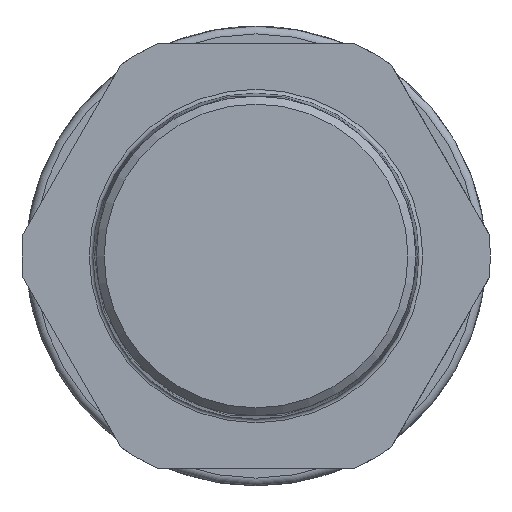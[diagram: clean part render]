
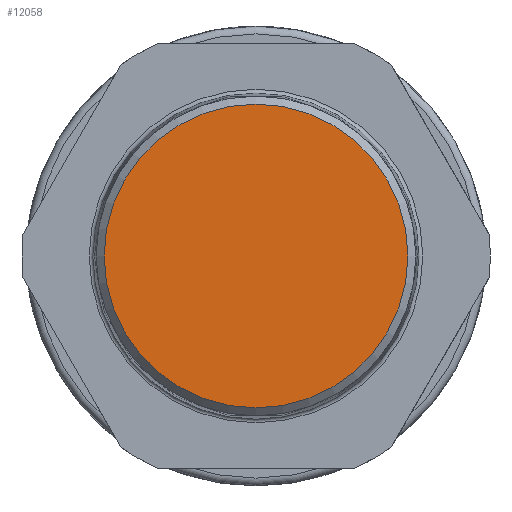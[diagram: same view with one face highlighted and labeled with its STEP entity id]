
A CAD part, left-side view. The second image highlights one B-rep face of the part: STEP entity #12058.
In plain terms, the highlighted planar face has unit normal (-1, 0, 0).
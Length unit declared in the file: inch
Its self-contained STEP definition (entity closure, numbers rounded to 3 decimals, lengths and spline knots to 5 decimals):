
#1575=PLANE('',#13137);
#1960=FACE_OUTER_BOUND('',#2616,.T.);
#2616=EDGE_LOOP('',(#9046));
#3338=CIRCLE('',#13138,0.77396);
#4730=VERTEX_POINT('',#21127);
#6265=EDGE_CURVE('',#4730,#4730,#3338,.T.);
#9046=ORIENTED_EDGE('',*,*,#6265,.F.);
#12058=ADVANCED_FACE('',(#1960),#1575,.T.);
#13137=AXIS2_PLACEMENT_3D('',#21126,#15549,#15550);
#13138=AXIS2_PLACEMENT_3D('',#21128,#15551,#15552);
#15549=DIRECTION('center_axis',(-1.,0.,0.));
#15550=DIRECTION('ref_axis',(0.,0.,
-1.));
#15551=DIRECTION('center_axis',(1.,0.,0.));
#15552=DIRECTION('ref_axis',(0.,1.,0.));
#21126=CARTESIAN_POINT('Origin',(-1.82953,-0.81333,0.));
#21127=CARTESIAN_POINT('',(-1.82953,-0.77396,0.));
#21128=CARTESIAN_POINT('Origin',(-1.82953,0.,
0.));
